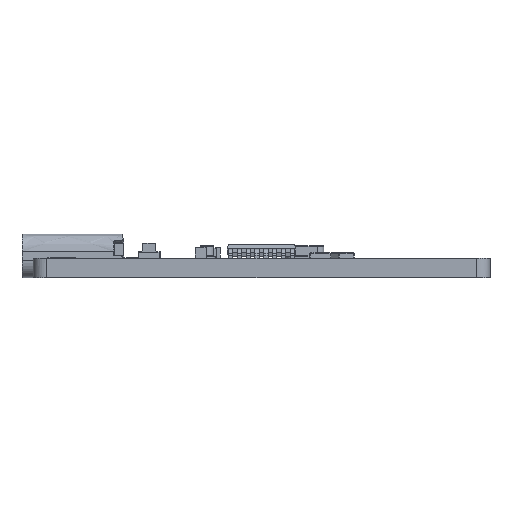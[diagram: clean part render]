
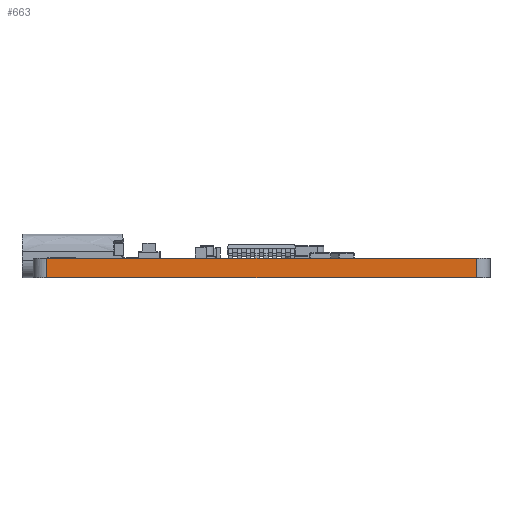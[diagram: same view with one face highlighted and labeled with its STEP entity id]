
A CAD part, front view. The second image highlights one B-rep face of the part: STEP entity #663.
In plain terms, the highlighted free-form (B-spline) face has degree [1, 1] with [2, 2] control points.
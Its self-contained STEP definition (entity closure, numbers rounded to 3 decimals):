
#169 = VERTEX_POINT('',#170);
#170 = CARTESIAN_POINT('',(23.093,-13.175,0.));
#176 = EDGE_CURVE('',#169,#177,#179,.T.);
#177 = VERTEX_POINT('',#178);
#178 = CARTESIAN_POINT('',(-23.093,-13.175,0.));
#179 = B_SPLINE_CURVE_WITH_KNOTS('',1,(#180,#181),.UNSPECIFIED.,.F.,.F.,
  (2,2),(1.,32.2),.PIECEWISE_BEZIER_KNOTS.);
#180 = CARTESIAN_POINT('',(23.093,-13.175,0.));
#181 = CARTESIAN_POINT('',(-23.093,-13.175,0.));
#637 = VERTEX_POINT('',#638);
#638 = CARTESIAN_POINT('',(-23.093,-13.175,
    2.072));
#652 = EDGE_CURVE('',#177,#637,#653,.T.);
#653 = B_SPLINE_CURVE_WITH_KNOTS('',1,(#654,#655),.UNSPECIFIED.,.F.,.F.,
  (2,2),(0.,1.4),.PIECEWISE_BEZIER_KNOTS.);
#654 = CARTESIAN_POINT('',(-23.093,-13.175,0.));
#655 = CARTESIAN_POINT('',(-23.093,-13.175,
    2.072));
#663 = ADVANCED_FACE('',(#664),#680,.T.);
#664 = FACE_BOUND('',#665,.T.);
#665 = EDGE_LOOP('',(#666,#667,#668,#675));
#666 = ORIENTED_EDGE('',*,*,#652,.F.);
#667 = ORIENTED_EDGE('',*,*,#176,.F.);
#668 = ORIENTED_EDGE('',*,*,#669,.F.);
#669 = EDGE_CURVE('',#670,#169,#672,.T.);
#670 = VERTEX_POINT('',#671);
#671 = CARTESIAN_POINT('',(23.093,-13.175,
    2.072));
#672 = B_SPLINE_CURVE_WITH_KNOTS('',1,(#673,#674),.UNSPECIFIED.,.F.,.F.,
  (2,2),(-1.4,0.),.PIECEWISE_BEZIER_KNOTS.);
#673 = CARTESIAN_POINT('',(23.093,-13.175,
    2.072));
#674 = CARTESIAN_POINT('',(23.093,-13.175,0.));
#675 = ORIENTED_EDGE('',*,*,#676,.F.);
#676 = EDGE_CURVE('',#637,#670,#677,.T.);
#677 = B_SPLINE_CURVE_WITH_KNOTS('',1,(#678,#679),.UNSPECIFIED.,.F.,.F.,
  (2,2),(-32.2,-1.),.PIECEWISE_BEZIER_KNOTS.);
#678 = CARTESIAN_POINT('',(-23.093,-13.175,
    2.072));
#679 = CARTESIAN_POINT('',(23.093,-13.175,
    2.072));
#680 = B_SPLINE_SURFACE_WITH_KNOTS('',1,1,(
    (#681,#682)
    ,(#683,#684
    )),.UNSPECIFIED.,.F.,.F.,.F.,(2,2),(2,2),(1.,32.2),(0.,1.4),
  .PIECEWISE_BEZIER_KNOTS.);
#681 = CARTESIAN_POINT('',(-23.093,-13.175,0.));
#682 = CARTESIAN_POINT('',(-23.093,-13.175,
    2.072));
#683 = CARTESIAN_POINT('',(23.093,-13.175,0.));
#684 = CARTESIAN_POINT('',(23.093,-13.175,
    2.072));
